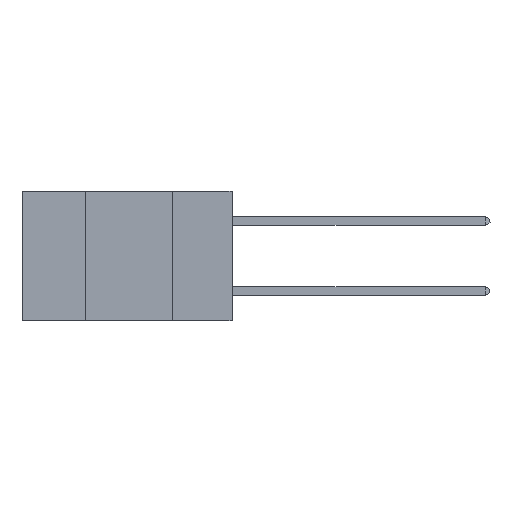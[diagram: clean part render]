
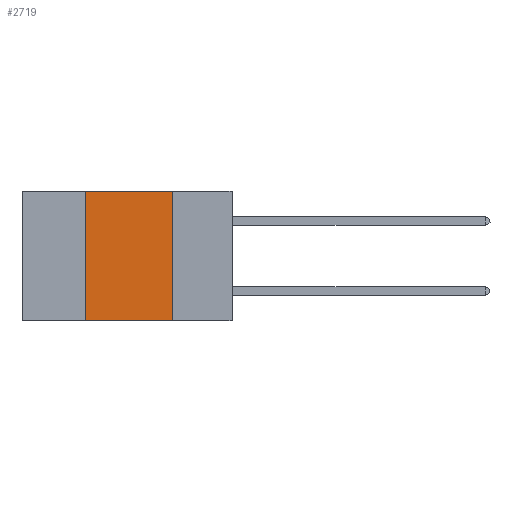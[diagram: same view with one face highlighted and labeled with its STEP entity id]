
A CAD part, left-side view. The second image highlights one B-rep face of the part: STEP entity #2719.
In plain terms, the highlighted planar face has unit normal (-1, 0, 0).
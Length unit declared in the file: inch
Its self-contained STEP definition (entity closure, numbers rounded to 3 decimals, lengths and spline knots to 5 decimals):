
#502 = VECTOR ( 'NONE', #8271, 39.37008 ) ;
#659 = CARTESIAN_POINT ( 'NONE',  ( 0., 0.42, 0. ) ) ;
#714 = CARTESIAN_POINT ( 'NONE',  ( 0., 0.17, 0. ) ) ;
#763 = DIRECTION ( 'NONE',  ( 0., -1., 0. ) ) ;
#776 = CARTESIAN_POINT ( 'NONE',  ( 0., 0.6, 0. ) ) ;
#1399 = EDGE_CURVE ( 'NONE', #17137, #10958, #15184, .T. ) ;
#2281 = DIRECTION ( 'NONE',  ( 1., 0., 0. ) ) ;
#2719 = ADVANCED_FACE ( 'NONE', ( #14397 ), #9980, .F. ) ;
#4005 = VECTOR ( 'NONE', #12306, 39.37008 ) ;
#4384 = CARTESIAN_POINT ( 'NONE',  ( 0., 0.42, 0. ) ) ;
#4623 = DIRECTION ( 'NONE',  ( 0., -1., 0. ) ) ;
#5235 = VERTEX_POINT ( 'NONE', #4384 ) ;
#5314 = VECTOR ( 'NONE', #763, 39.37008 ) ;
#5401 = EDGE_CURVE ( 'NONE', #10272, #10958, #8095, .T. ) ;
#5462 = ORIENTED_EDGE ( 'NONE', *, *, #9309, .F. ) ;
#6892 = CARTESIAN_POINT ( 'NONE',  ( 0., 0.42, -0.37 ) ) ;
#7861 = VECTOR ( 'NONE', #4623, 39.37008 ) ;
#8095 = LINE ( 'NONE', #13770, #4005 ) ;
#8271 = DIRECTION ( 'NONE',  ( 0., 0., 1. ) ) ;
#8340 = AXIS2_PLACEMENT_3D ( 'NONE', #776, #2281, #14603 ) ;
#9309 = EDGE_CURVE ( 'NONE', #17137, #5235, #12543, .T. ) ;
#9980 = PLANE ( 'NONE',  #8340 ) ;
#10272 = VERTEX_POINT ( 'NONE', #714 ) ;
#10503 = CARTESIAN_POINT ( 'NONE',  ( 0., 0.6, 0. ) ) ;
#10958 = VERTEX_POINT ( 'NONE', #12056 ) ;
#11057 = EDGE_CURVE ( 'NONE', #5235, #10272, #12213, .T. ) ;
#11240 = CARTESIAN_POINT ( 'NONE',  ( 0., 0.6, -0.37 ) ) ;
#12056 = CARTESIAN_POINT ( 'NONE',  ( 0., 0.17, -0.37 ) ) ;
#12123 = ORIENTED_EDGE ( 'NONE', *, *, #11057, .F. ) ;
#12213 = LINE ( 'NONE', #10503, #7861 ) ;
#12306 = DIRECTION ( 'NONE',  ( 0., 0., -1. ) ) ;
#12543 = LINE ( 'NONE', #659, #502 ) ;
#13770 = CARTESIAN_POINT ( 'NONE',  ( 0., 0.17, 0. ) ) ;
#14397 = FACE_OUTER_BOUND ( 'NONE', #15415, .T. ) ;
#14603 = DIRECTION ( 'NONE',  ( 0., 0., -1. ) ) ;
#15184 = LINE ( 'NONE', #11240, #5314 ) ;
#15415 = EDGE_LOOP ( 'NONE', ( #16699, #12123, #5462, #16789 ) ) ;
#16699 = ORIENTED_EDGE ( 'NONE', *, *, #5401, .F. ) ;
#16789 = ORIENTED_EDGE ( 'NONE', *, *, #1399, .T. ) ;
#17137 = VERTEX_POINT ( 'NONE', #6892 ) ;
